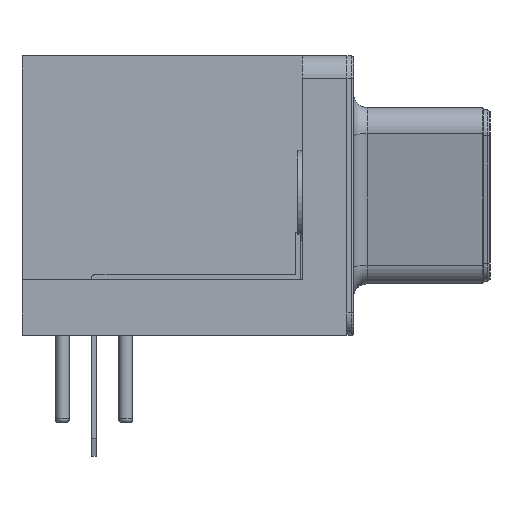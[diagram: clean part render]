
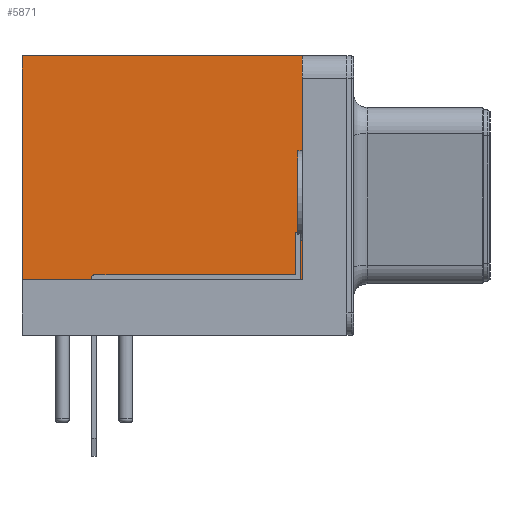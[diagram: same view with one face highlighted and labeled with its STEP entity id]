
A CAD part, left-side view. The second image highlights one B-rep face of the part: STEP entity #5871.
In plain terms, the highlighted planar face has unit normal (-1, 0, 0).
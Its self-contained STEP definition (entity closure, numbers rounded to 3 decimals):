
#4669 = VERTEX_POINT('',#4670);
#4670 = CARTESIAN_POINT('',(-37.67,1.8,12.5));
#4676 = EDGE_CURVE('',#4677,#4669,#4679,.T.);
#4677 = VERTEX_POINT('',#4678);
#4678 = CARTESIAN_POINT('',(-37.67,-10.74,12.5));
#4679 = LINE('',#4680,#4681);
#4680 = CARTESIAN_POINT('',(-37.67,-11.74,12.5));
#4681 = VECTOR('',#4682,1.);
#4682 = DIRECTION('',(0.,1.,0.));
#4814 = EDGE_CURVE('',#4815,#4669,#4817,.T.);
#4815 = VERTEX_POINT('',#4816);
#4816 = CARTESIAN_POINT('',(-37.67,1.8,2.5));
#4817 = LINE('',#4818,#4819);
#4818 = CARTESIAN_POINT('',(-37.67,1.8,4.375));
#4819 = VECTOR('',#4820,1.);
#4820 = DIRECTION('',(0.,0.,1.));
#5701 = VERTEX_POINT('',#5702);
#5702 = CARTESIAN_POINT('',(-37.67,-10.74,2.5));
#5708 = EDGE_CURVE('',#5701,#4677,#5709,.T.);
#5709 = LINE('',#5710,#5711);
#5710 = CARTESIAN_POINT('',(-37.67,-10.74,2.5));
#5711 = VECTOR('',#5712,1.);
#5712 = DIRECTION('',(0.,0.,1.));
#5738 = EDGE_CURVE('',#5701,#4815,#5739,.T.);
#5739 = LINE('',#5740,#5741);
#5740 = CARTESIAN_POINT('',(-37.67,-10.74,2.5));
#5741 = VECTOR('',#5742,1.);
#5742 = DIRECTION('',(0.,1.,0.));
#5871 = ADVANCED_FACE('',(#5872),#5878,.F.);
#5872 = FACE_BOUND('',#5873,.F.);
#5873 = EDGE_LOOP('',(#5874,#5875,#5876,#5877));
#5874 = ORIENTED_EDGE('',*,*,#5708,.F.);
#5875 = ORIENTED_EDGE('',*,*,#5738,.T.);
#5876 = ORIENTED_EDGE('',*,*,#4814,.T.);
#5877 = ORIENTED_EDGE('',*,*,#4676,.F.);
#5878 = PLANE('',#5879);
#5879 = AXIS2_PLACEMENT_3D('',#5880,#5881,#5882);
#5880 = CARTESIAN_POINT('',(-37.67,-10.74,2.5));
#5881 = DIRECTION('',(1.,0.,0.));
#5882 = DIRECTION('',(0.,0.,1.));
